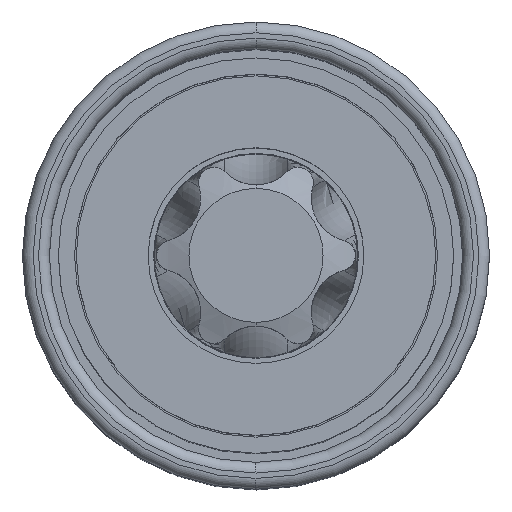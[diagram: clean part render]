
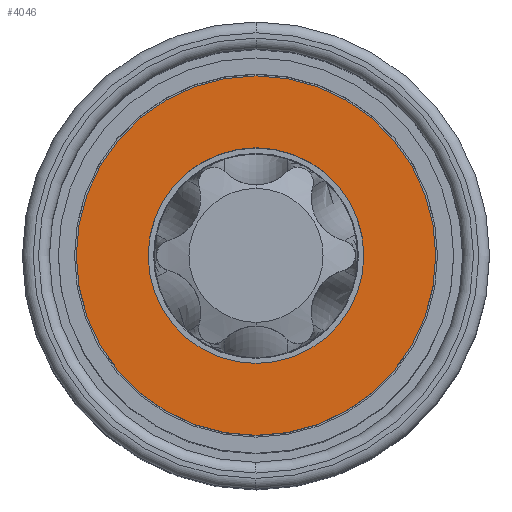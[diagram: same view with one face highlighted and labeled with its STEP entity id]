
A CAD part, top view. The second image highlights one B-rep face of the part: STEP entity #4046.
In plain terms, the highlighted face is planar.
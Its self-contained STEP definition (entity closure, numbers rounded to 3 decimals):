
#3957=CARTESIAN_POINT('',(0.,0.,0.));
#3958=DIRECTION('',(0.,0.,1.));
#3959=DIRECTION('',(1.,0.,0.));
#3960=AXIS2_PLACEMENT_3D('',#3957,#3958,#3959);
#3962=CARTESIAN_POINT('',(0.,0.,0.));
#3963=DIRECTION('',(0.,0.,1.));
#3964=DIRECTION('',(-1.,0.,0.));
#3965=AXIS2_PLACEMENT_3D('',#3962,#3963,#3964);
#3967=CARTESIAN_POINT('',(0.,0.,0.));
#3968=DIRECTION('',(0.,0.,-1.));
#3969=DIRECTION('',(1.,0.,0.));
#3970=AXIS2_PLACEMENT_3D('',#3967,#3968,#3969);
#3972=CARTESIAN_POINT('',(0.,0.,0.));
#3973=DIRECTION('',(0.,0.,-1.));
#3974=DIRECTION('',(-1.,0.,0.));
#3975=AXIS2_PLACEMENT_3D('',#3972,#3973,#3974);
#4013=CARTESIAN_POINT('',(5.,0.,0.));
#4014=CARTESIAN_POINT('',(-5.,0.,0.));
#4015=VERTEX_POINT('',#4013);
#4016=VERTEX_POINT('',#4014);
#4017=CARTESIAN_POINT('',(3.,0.,0.));
#4018=CARTESIAN_POINT('',(-3.,0.,0.));
#4019=VERTEX_POINT('',#4017);
#4020=VERTEX_POINT('',#4018);
#4029=CARTESIAN_POINT('',(0.,0.,0.));
#4030=DIRECTION('',(0.,0.,1.));
#4031=DIRECTION('',(1.,0.,0.));
#4032=AXIS2_PLACEMENT_3D('',#4029,#4030,#4031);
#4033=PLANE('',#4032);
#4035=ORIENTED_EDGE('',*,*,#4034,.T.);
#4037=ORIENTED_EDGE('',*,*,#4036,.T.);
#4038=EDGE_LOOP('',(#4035,#4037));
#4039=FACE_OUTER_BOUND('',#4038,.F.);
#4041=ORIENTED_EDGE('',*,*,#4040,.T.);
#4043=ORIENTED_EDGE('',*,*,#4042,.T.);
#4044=EDGE_LOOP('',(#4041,#4043));
#4045=FACE_BOUND('',#4044,.F.);
#4046=ADVANCED_FACE('',(#4039,#4045),#4033,.F.);
#3961=CIRCLE('',#3960,5.);
#3966=CIRCLE('',#3965,5.);
#3971=CIRCLE('',#3970,3.);
#3976=CIRCLE('',#3975,3.);
#4034=EDGE_CURVE('',#4015,#4016,#3961,.T.);
#4036=EDGE_CURVE('',#4016,#4015,#3966,.T.);
#4040=EDGE_CURVE('',#4019,#4020,#3971,.T.);
#4042=EDGE_CURVE('',#4020,#4019,#3976,.T.);
